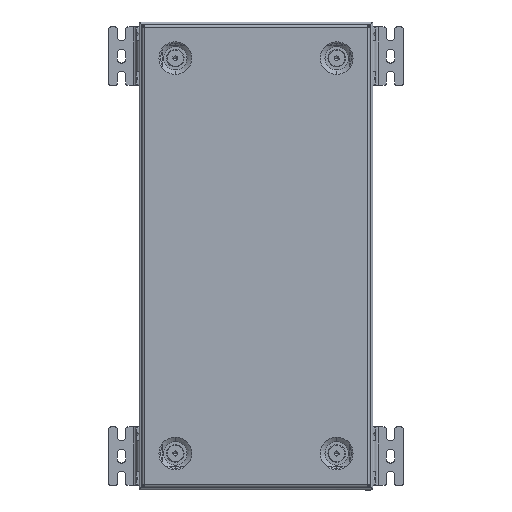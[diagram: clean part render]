
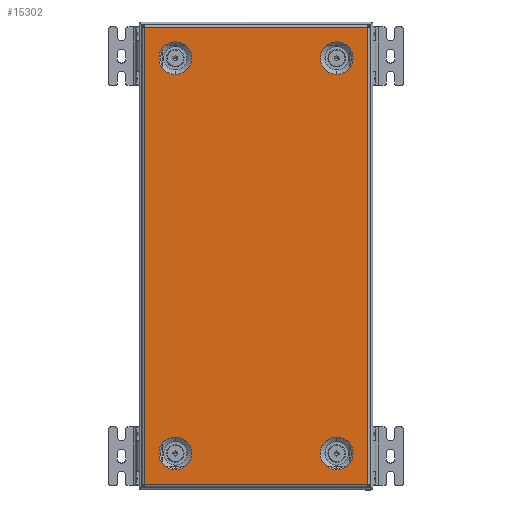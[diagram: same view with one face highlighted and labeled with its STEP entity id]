
A CAD part, top view. The second image highlights one B-rep face of the part: STEP entity #15302.
In plain terms, the highlighted planar face has unit normal (0, 0, 1).
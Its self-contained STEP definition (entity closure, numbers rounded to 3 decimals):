
#135 = ORIENTED_EDGE ( 'NONE', *, *, #19413, .F. ) ;
#162 = EDGE_LOOP ( 'NONE', ( #3330, #12220 ) ) ;
#227 = ORIENTED_EDGE ( 'NONE', *, *, #9461, .F. ) ;
#258 = CARTESIAN_POINT ( 'NONE',  ( 95.793, 195.5, 0. ) ) ;
#388 = CIRCLE ( 'NONE', #13283, 14. ) ;
#952 = ORIENTED_EDGE ( 'NONE', *, *, #9108, .F. ) ;
#1114 = CARTESIAN_POINT ( 'NONE',  ( 95.4, 195.5, 0. ) ) ;
#1380 = DIRECTION ( 'NONE',  ( 0., 0., 1. ) ) ;
#1606 = CARTESIAN_POINT ( 'NONE',  ( -69., 169., 0. ) ) ;
#1664 = EDGE_CURVE ( 'NONE', #2762, #14765, #19826, .T. ) ;
#2174 = DIRECTION ( 'NONE',  ( 1., 0., 0. ) ) ;
#2697 = ORIENTED_EDGE ( 'NONE', *, *, #13954, .T. ) ;
#2762 = VERTEX_POINT ( 'NONE', #3807 ) ;
#2916 = CARTESIAN_POINT ( 'NONE',  ( -97.5, 195.5, 0. ) ) ;
#3004 = CIRCLE ( 'NONE', #19488, 14. ) ;
#3226 = VERTEX_POINT ( 'NONE', #22357 ) ;
#3330 = ORIENTED_EDGE ( 'NONE', *, *, #1664, .F. ) ;
#3716 = LINE ( 'NONE', #14035, #11947 ) ;
#3807 = CARTESIAN_POINT ( 'NONE',  ( 69., -155., 0. ) ) ;
#3933 = CARTESIAN_POINT ( 'NONE',  ( -69., -183., 0. ) ) ;
#4411 = CARTESIAN_POINT ( 'NONE',  ( -69., 183., 0. ) ) ;
#4836 = ORIENTED_EDGE ( 'NONE', *, *, #19287, .T. ) ;
#5205 = ORIENTED_EDGE ( 'NONE', *, *, #26221, .T. ) ;
#5736 = PLANE ( 'NONE',  #8642 ) ;
#6038 = VERTEX_POINT ( 'NONE', #3933 ) ;
#6170 = EDGE_CURVE ( 'NONE', #8931, #6038, #22210, .T. ) ;
#6377 = AXIS2_PLACEMENT_3D ( 'NONE', #20507, #1380, #9906 ) ;
#6544 = DIRECTION ( 'NONE',  ( -1., 0., 0. ) ) ;
#6595 = AXIS2_PLACEMENT_3D ( 'NONE', #26090, #20062, #15884 ) ;
#6643 = VERTEX_POINT ( 'NONE', #26337 ) ;
#7389 = CARTESIAN_POINT ( 'NONE',  ( -95.5, 195.793, 0. ) ) ;
#7872 = CARTESIAN_POINT ( 'NONE',  ( 69., -169., 0. ) ) ;
#8134 = CARTESIAN_POINT ( 'NONE',  ( 95.4, -195.5, 0. ) ) ;
#8201 = DIRECTION ( 'NONE',  ( 1., 0., 0. ) ) ;
#8259 = CARTESIAN_POINT ( 'NONE',  ( 0., 0., 0. ) ) ;
#8642 = AXIS2_PLACEMENT_3D ( 'NONE', #8259, #27284, #14257 ) ;
#8715 = DIRECTION ( 'NONE',  ( 0., 0., 1. ) ) ;
#8874 = CIRCLE ( 'NONE', #21338, 14. ) ;
#8931 = VERTEX_POINT ( 'NONE', #24795 ) ;
#8937 = LINE ( 'NONE', #2916, #17793 ) ;
#9108 = EDGE_CURVE ( 'NONE', #11669, #27130, #23134, .T. ) ;
#9445 = ORIENTED_EDGE ( 'NONE', *, *, #20154, .F. ) ;
#9459 = DIRECTION ( 'NONE',  ( 0., 0., 1. ) ) ;
#9461 = EDGE_CURVE ( 'NONE', #6038, #8931, #8874, .T. ) ;
#9906 = DIRECTION ( 'NONE',  ( 1., 0., 0. ) ) ;
#10158 = ORIENTED_EDGE ( 'NONE', *, *, #23191, .T. ) ;
#10245 = CARTESIAN_POINT ( 'NONE',  ( 69., 169., 0. ) ) ;
#10597 = CARTESIAN_POINT ( 'NONE',  ( 95.5, -195.793, 0. ) ) ;
#10735 = DIRECTION ( 'NONE',  ( -1., 0., 0. ) ) ;
#10742 = DIRECTION ( 'NONE',  ( 0., 0., 1. ) ) ;
#11028 = VERTEX_POINT ( 'NONE', #8134 ) ;
#11065 = AXIS2_PLACEMENT_3D ( 'NONE', #23100, #8715, #23641 ) ;
#11669 = VERTEX_POINT ( 'NONE', #15871 ) ;
#11714 = CIRCLE ( 'NONE', #6377, 14. ) ;
#11947 = VECTOR ( 'NONE', #24800, 1000. ) ;
#11963 = CARTESIAN_POINT ( 'NONE',  ( -95.793, -195.5, 0. ) ) ;
#12060 = DIRECTION ( 'NONE',  ( 0., 0., 1. ) ) ;
#12106 = VERTEX_POINT ( 'NONE', #15702 ) ;
#12200 = DIRECTION ( 'NONE',  ( -1., 0., 0. ) ) ;
#12220 = ORIENTED_EDGE ( 'NONE', *, *, #26585, .F. ) ;
#12751 = EDGE_CURVE ( 'NONE', #25866, #18373, #17881, .T. ) ;
#12762 = DIRECTION ( 'NONE',  ( 1., 0., 0. ) ) ;
#12816 = LINE ( 'NONE', #258, #15161 ) ;
#12855 = VERTEX_POINT ( 'NONE', #18938 ) ;
#12859 = ORIENTED_EDGE ( 'NONE', *, *, #22474, .T. ) ;
#13283 = AXIS2_PLACEMENT_3D ( 'NONE', #1606, #18793, #12762 ) ;
#13299 = ORIENTED_EDGE ( 'NONE', *, *, #22088, .T. ) ;
#13453 = VECTOR ( 'NONE', #20126, 1000. ) ;
#13518 = ORIENTED_EDGE ( 'NONE', *, *, #17964, .F. ) ;
#13640 = VERTEX_POINT ( 'NONE', #16492 ) ;
#13656 = DIRECTION ( 'NONE',  ( 1., 0., 0. ) ) ;
#13842 = VECTOR ( 'NONE', #2174, 1000. ) ;
#13954 = EDGE_CURVE ( 'NONE', #3226, #17043, #18009, .T. ) ;
#14035 = CARTESIAN_POINT ( 'NONE',  ( -95.793, -195.5, 0. ) ) ;
#14257 = DIRECTION ( 'NONE',  ( 1., 0., 0. ) ) ;
#14544 = FACE_BOUND ( 'NONE', #22353, .T. ) ;
#14765 = VERTEX_POINT ( 'NONE', #24079 ) ;
#14929 = LINE ( 'NONE', #10597, #24121 ) ;
#15161 = VECTOR ( 'NONE', #10735, 1000. ) ;
#15302 = ADVANCED_FACE ( 'NONE', ( #20538, #16353, #16777, #14544, #24879 ), #5736, .T. ) ;
#15362 = AXIS2_PLACEMENT_3D ( 'NONE', #7872, #19043, #18776 ) ;
#15546 = VERTEX_POINT ( 'NONE', #1114 ) ;
#15702 = CARTESIAN_POINT ( 'NONE',  ( 95.5, 195.5, 0. ) ) ;
#15871 = CARTESIAN_POINT ( 'NONE',  ( -69., 155., 0. ) ) ;
#15884 = DIRECTION ( 'NONE',  ( -1., 0., 0. ) ) ;
#16065 = ORIENTED_EDGE ( 'NONE', *, *, #23494, .T. ) ;
#16153 = CARTESIAN_POINT ( 'NONE',  ( 69., 169., 0. ) ) ;
#16224 = CARTESIAN_POINT ( 'NONE',  ( 95.793, 195.5, 0. ) ) ;
#16353 = FACE_BOUND ( 'NONE', #18094, .T. ) ;
#16492 = CARTESIAN_POINT ( 'NONE',  ( -95.4, -195.5, 0. ) ) ;
#16777 = FACE_BOUND ( 'NONE', #26743, .T. ) ;
#17043 = VERTEX_POINT ( 'NONE', #27116 ) ;
#17793 = VECTOR ( 'NONE', #13656, 1000. ) ;
#17881 = CIRCLE ( 'NONE', #21437, 14. ) ;
#17964 = EDGE_CURVE ( 'NONE', #18373, #25866, #3004, .T. ) ;
#18009 = LINE ( 'NONE', #7389, #22390 ) ;
#18094 = EDGE_LOOP ( 'NONE', ( #952, #135 ) ) ;
#18291 = DIRECTION ( 'NONE',  ( 0., -1., 0. ) ) ;
#18373 = VERTEX_POINT ( 'NONE', #20927 ) ;
#18448 = ORIENTED_EDGE ( 'NONE', *, *, #6170, .F. ) ;
#18776 = DIRECTION ( 'NONE',  ( 1., 0., 0. ) ) ;
#18793 = DIRECTION ( 'NONE',  ( 0., 0., 1. ) ) ;
#18938 = CARTESIAN_POINT ( 'NONE',  ( -95.4, 195.5, 0. ) ) ;
#19043 = DIRECTION ( 'NONE',  ( 0., 0., 1. ) ) ;
#19287 = EDGE_CURVE ( 'NONE', #13640, #11028, #3716, .T. ) ;
#19413 = EDGE_CURVE ( 'NONE', #27130, #11669, #388, .T. ) ;
#19488 = AXIS2_PLACEMENT_3D ( 'NONE', #10245, #12060, #12200 ) ;
#19605 = VECTOR ( 'NONE', #8201, 1000. ) ;
#19826 = CIRCLE ( 'NONE', #15362, 14. ) ;
#20062 = DIRECTION ( 'NONE',  ( 0., 0., 1. ) ) ;
#20126 = DIRECTION ( 'NONE',  ( -1., 0., 0. ) ) ;
#20154 = EDGE_CURVE ( 'NONE', #3226, #12855, #8937, .T. ) ;
#20507 = CARTESIAN_POINT ( 'NONE',  ( 69., -169., 0. ) ) ;
#20538 = FACE_OUTER_BOUND ( 'NONE', #27168, .T. ) ;
#20927 = CARTESIAN_POINT ( 'NONE',  ( 69., 155., 0. ) ) ;
#21155 = LINE ( 'NONE', #21421, #13842 ) ;
#21338 = AXIS2_PLACEMENT_3D ( 'NONE', #23582, #10742, #6544 ) ;
#21421 = CARTESIAN_POINT ( 'NONE',  ( 97.5, -195.5, 0. ) ) ;
#21437 = AXIS2_PLACEMENT_3D ( 'NONE', #16153, #9459, #26361 ) ;
#22084 = LINE ( 'NONE', #16224, #13453 ) ;
#22088 = EDGE_CURVE ( 'NONE', #11028, #6643, #21155, .T. ) ;
#22210 = CIRCLE ( 'NONE', #6595, 14. ) ;
#22353 = EDGE_LOOP ( 'NONE', ( #18448, #227 ) ) ;
#22357 = CARTESIAN_POINT ( 'NONE',  ( -95.5, 195.5, 0. ) ) ;
#22390 = VECTOR ( 'NONE', #18291, 1000. ) ;
#22474 = EDGE_CURVE ( 'NONE', #6643, #12106, #14929, .T. ) ;
#23100 = CARTESIAN_POINT ( 'NONE',  ( -69., 169., 0. ) ) ;
#23134 = CIRCLE ( 'NONE', #11065, 14. ) ;
#23191 = EDGE_CURVE ( 'NONE', #12106, #15546, #12816, .T. ) ;
#23494 = EDGE_CURVE ( 'NONE', #17043, #13640, #27374, .T. ) ;
#23582 = CARTESIAN_POINT ( 'NONE',  ( -69., -169., 0. ) ) ;
#23641 = DIRECTION ( 'NONE',  ( 1., 0., 0. ) ) ;
#23710 = DIRECTION ( 'NONE',  ( 0., 1., 0. ) ) ;
#24079 = CARTESIAN_POINT ( 'NONE',  ( 69., -183., 0. ) ) ;
#24121 = VECTOR ( 'NONE', #23710, 1000. ) ;
#24256 = CARTESIAN_POINT ( 'NONE',  ( 69., 183., 0. ) ) ;
#24795 = CARTESIAN_POINT ( 'NONE',  ( -69., -155., 0. ) ) ;
#24800 = DIRECTION ( 'NONE',  ( 1., 0., 0. ) ) ;
#24879 = FACE_BOUND ( 'NONE', #162, .T. ) ;
#25866 = VERTEX_POINT ( 'NONE', #24256 ) ;
#26090 = CARTESIAN_POINT ( 'NONE',  ( -69., -169., 0. ) ) ;
#26221 = EDGE_CURVE ( 'NONE', #15546, #12855, #22084, .T. ) ;
#26337 = CARTESIAN_POINT ( 'NONE',  ( 95.5, -195.5, 0. ) ) ;
#26361 = DIRECTION ( 'NONE',  ( -1., 0., 0. ) ) ;
#26585 = EDGE_CURVE ( 'NONE', #14765, #2762, #11714, .T. ) ;
#26743 = EDGE_LOOP ( 'NONE', ( #13518, #27303 ) ) ;
#27116 = CARTESIAN_POINT ( 'NONE',  ( -95.5, -195.5, 0. ) ) ;
#27130 = VERTEX_POINT ( 'NONE', #4411 ) ;
#27168 = EDGE_LOOP ( 'NONE', ( #10158, #5205, #9445, #2697, #16065, #4836, #13299, #12859 ) ) ;
#27284 = DIRECTION ( 'NONE',  ( 0., 0., 1. ) ) ;
#27303 = ORIENTED_EDGE ( 'NONE', *, *, #12751, .F. ) ;
#27374 = LINE ( 'NONE', #11963, #19605 ) ;
